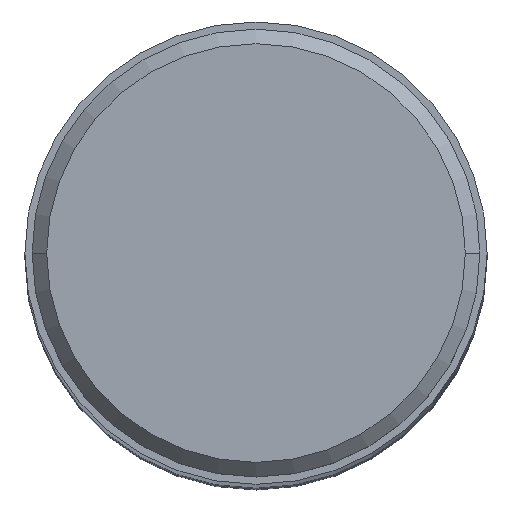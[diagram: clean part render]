
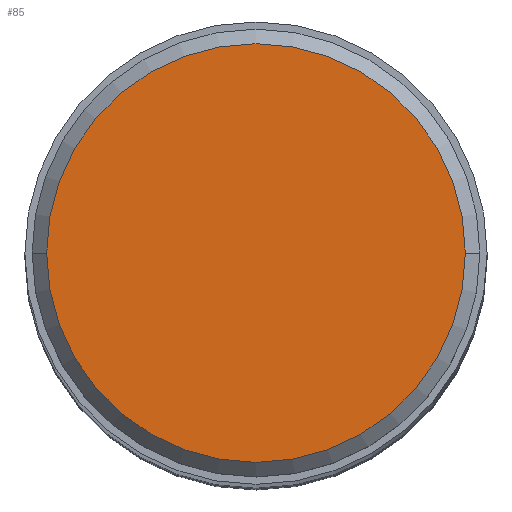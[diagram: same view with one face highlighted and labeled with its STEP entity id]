
A CAD part, top view. The second image highlights one B-rep face of the part: STEP entity #85.
In plain terms, the highlighted planar face has unit normal (0, 0, 1).
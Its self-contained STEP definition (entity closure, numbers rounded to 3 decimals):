
#47=PLANE('',#561);
#85=ADVANCED_FACE('',(#114),#47,.F.);
#114=FACE_OUTER_BOUND('',#139,.T.);
#139=EDGE_LOOP('',(#238,#239));
#238=ORIENTED_EDGE('',*,*,#320,.F.);
#239=ORIENTED_EDGE('',*,*,#318,.F.);
#269=VERTEX_POINT('',#843);
#270=VERTEX_POINT('',#845);
#318=EDGE_CURVE('',#269,#270,#357,.T.);
#320=EDGE_CURVE('',#270,#269,#358,.T.);
#357=CIRCLE('',#557,14.375);
#358=CIRCLE('',#559,14.375);
#557=AXIS2_PLACEMENT_3D('',#844,#715,#716);
#559=AXIS2_PLACEMENT_3D('',#848,#720,#721);
#561=AXIS2_PLACEMENT_3D('',#850,#724,#725);
#715=DIRECTION('',(0.,0.,-1.));
#716=DIRECTION('',(-1.,0.,0.));
#720=DIRECTION('',(0.,0.,-1.));
#721=DIRECTION('',(1.,0.,0.));
#724=DIRECTION('',(0.,0.,-1.));
#725=DIRECTION('',(1.,0.,0.));
#843=CARTESIAN_POINT('',(-14.375,0.,0.));
#844=CARTESIAN_POINT('',(0.,0.,0.));
#845=CARTESIAN_POINT('',(14.375,0.,0.));
#848=CARTESIAN_POINT('',(0.,0.,0.));
#850=CARTESIAN_POINT('',(0.,0.,0.));
